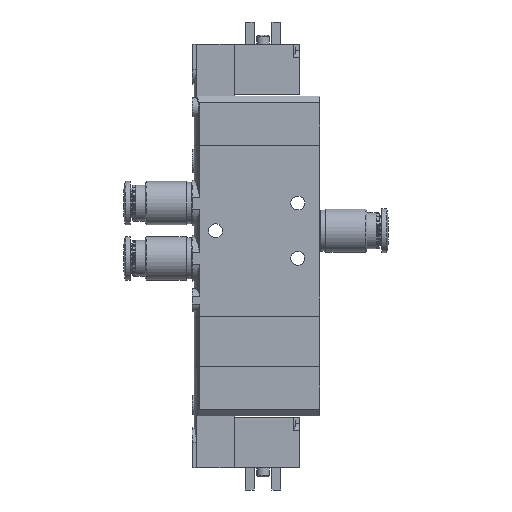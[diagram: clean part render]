
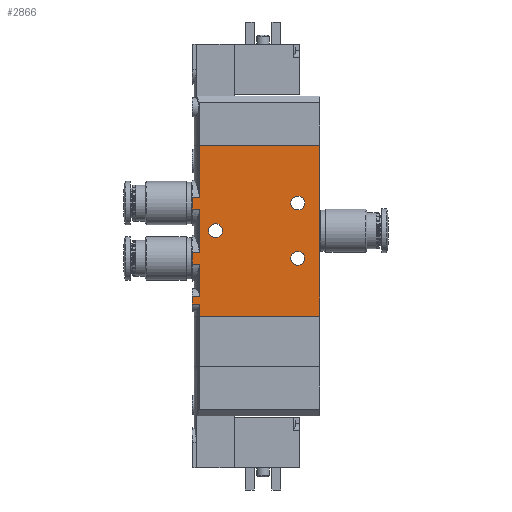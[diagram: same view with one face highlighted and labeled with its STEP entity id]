
A CAD part, left-side view. The second image highlights one B-rep face of the part: STEP entity #2866.
In plain terms, the highlighted face is planar.
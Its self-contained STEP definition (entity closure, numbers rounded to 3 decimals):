
#97=PLANE('',#3454);
#247=CIRCLE('',#3442,2.2);
#249=CIRCLE('',#3445,2.2);
#254=CIRCLE('',#3455,2.2);
#464=ORIENTED_EDGE('',*,*,#1185,.T.);
#465=ORIENTED_EDGE('',*,*,#1222,.T.);
#466=ORIENTED_EDGE('',*,*,#1215,.F.);
#467=ORIENTED_EDGE('',*,*,#1174,.T.);
#468=ORIENTED_EDGE('',*,*,#1187,.T.);
#469=ORIENTED_EDGE('',*,*,#1176,.T.);
#470=ORIENTED_EDGE('',*,*,#1217,.F.);
#471=ORIENTED_EDGE('',*,*,#1166,.T.);
#472=ORIENTED_EDGE('',*,*,#1190,.T.);
#473=ORIENTED_EDGE('',*,*,#1168,.T.);
#474=ORIENTED_EDGE('',*,*,#1209,.F.);
#475=ORIENTED_EDGE('',*,*,#1199,.T.);
#476=ORIENTED_EDGE('',*,*,#1203,.T.);
#477=ORIENTED_EDGE('',*,*,#1201,.T.);
#478=ORIENTED_EDGE('',*,*,#1212,.F.);
#479=ORIENTED_EDGE('',*,*,#1223,.F.);
#480=ORIENTED_EDGE('',*,*,#1207,.F.);
#481=ORIENTED_EDGE('',*,*,#1205,.F.);
#482=ORIENTED_EDGE('',*,*,#1224,.F.);
#1166=EDGE_CURVE('',#1560,#1559,#1839,.F.);
#1168=EDGE_CURVE('',#1561,#1562,#1840,.T.);
#1174=EDGE_CURVE('',#1568,#1567,#1843,.F.);
#1176=EDGE_CURVE('',#1569,#1570,#1844,.T.);
#1185=EDGE_CURVE('',#1579,#1578,#1848,.T.);
#1187=EDGE_CURVE('',#1567,#1569,#1850,.T.);
#1190=EDGE_CURVE('',#1559,#1561,#1852,.T.);
#1199=EDGE_CURVE('',#1587,#1588,#1857,.F.);
#1201=EDGE_CURVE('',#1590,#1589,#1858,.T.);
#1203=EDGE_CURVE('',#1588,#1590,#1859,.T.);
#1205=EDGE_CURVE('',#1592,#1592,#247,.F.);
#1207=EDGE_CURVE('',#1594,#1594,#249,.F.);
#1209=EDGE_CURVE('',#1587,#1562,#1860,.T.);
#1212=EDGE_CURVE('',#1597,#1589,#1862,.T.);
#1215=EDGE_CURVE('',#1568,#1599,#1865,.T.);
#1217=EDGE_CURVE('',#1560,#1570,#1866,.T.);
#1222=EDGE_CURVE('',#1578,#1599,#1870,.T.);
#1223=EDGE_CURVE('',#1579,#1597,#1871,.T.);
#1224=EDGE_CURVE('',#1601,#1601,#254,.F.);
#1559=VERTEX_POINT('',#4660);
#1560=VERTEX_POINT('',#4662);
#1561=VERTEX_POINT('',#4674);
#1562=VERTEX_POINT('',#4675);
#1567=VERTEX_POINT('',#4694);
#1568=VERTEX_POINT('',#4696);
#1569=VERTEX_POINT('',#4708);
#1570=VERTEX_POINT('',#4709);
#1578=VERTEX_POINT('',#4734);
#1579=VERTEX_POINT('',#4736);
#1587=VERTEX_POINT('',#4773);
#1588=VERTEX_POINT('',#4774);
#1589=VERTEX_POINT('',#4786);
#1590=VERTEX_POINT('',#4788);
#1592=VERTEX_POINT('',#4796);
#1594=VERTEX_POINT('',#4801);
#1597=VERTEX_POINT('',#4809);
#1599=VERTEX_POINT('',#4816);
#1601=VERTEX_POINT('',#4830);
#1839=LINE('',#4661,#2030);
#1840=LINE('',#4673,#2031);
#1843=LINE('',#4695,#2034);
#1844=LINE('',#4707,#2035);
#1848=LINE('',#4735,#2039);
#1850=LINE('',#4739,#2041);
#1852=LINE('',#4744,#2043);
#1857=LINE('',#4772,#2048);
#1858=LINE('',#4787,#2049);
#1859=LINE('',#4791,#2050);
#1860=LINE('',#4805,#2051);
#1862=LINE('',#4810,#2053);
#1865=LINE('',#4815,#2056);
#1866=LINE('',#4819,#2057);
#1870=LINE('',#4827,#2061);
#1871=LINE('',#4828,#2062);
#2030=VECTOR('',#3772,1000.);
#2031=VECTOR('',#3775,1000.);
#2034=VECTOR('',#3784,1000.);
#2035=VECTOR('',#3787,1000.);
#2039=VECTOR('',#3801,1000.);
#2041=VECTOR('',#3805,1000.);
#2043=VECTOR('',#3811,1000.);
#2048=VECTOR('',#3828,1000.);
#2049=VECTOR('',#3829,1000.);
#2050=VECTOR('',#3834,1000.);
#2051=VECTOR('',#3851,1000.);
#2053=VECTOR('',#3855,1000.);
#2056=VECTOR('',#3860,1000.);
#2057=VECTOR('',#3865,1000.);
#2061=VECTOR('',#3875,1000.);
#2062=VECTOR('',#3876,1000.);
#2249=EDGE_LOOP('',(#464,#465,#466,#467,#468,#469,#470,#471,#472,#473,#474,
#475,#476,#477,#478,#479));
#2250=EDGE_LOOP('',(#480));
#2251=EDGE_LOOP('',(#481));
#2252=EDGE_LOOP('',(#482));
#2527=FACE_BOUND('',#2249,.T.);
#2528=FACE_BOUND('',#2250,.T.);
#2529=FACE_BOUND('',#2251,.T.);
#2530=FACE_BOUND('',#2252,.T.);
#2866=ADVANCED_FACE('',(#2527,#2528,#2529,#2530),#97,.F.);
#3442=AXIS2_PLACEMENT_3D('',#4795,#3839,#3840);
#3445=AXIS2_PLACEMENT_3D('',#4800,#3845,#3846);
#3454=AXIS2_PLACEMENT_3D('',#4826,#3873,#3874);
#3455=AXIS2_PLACEMENT_3D('',#4829,#3877,#3878);
#3772=DIRECTION('',(0.,-1.,0.));
#3775=DIRECTION('',(0.,-1.,0.));
#3784=DIRECTION('',(0.,-1.,0.));
#3787=DIRECTION('',(0.,-1.,0.));
#3801=DIRECTION('',(-1.,0.,0.));
#3805=DIRECTION('',(1.,0.,0.));
#3811=DIRECTION('',(1.,0.,0.));
#3828=DIRECTION('',(0.,-1.,0.));
#3829=DIRECTION('',(0.,-1.,0.));
#3834=DIRECTION('',(1.,0.,0.));
#3839=DIRECTION('',(0.,0.,1.));
#3840=DIRECTION('',(1.,0.,0.));
#3845=DIRECTION('',(0.,0.,1.));
#3846=DIRECTION('',(1.,0.,0.));
#3851=DIRECTION('',(-1.,0.,0.));
#3855=DIRECTION('',(-1.,0.,0.));
#3860=DIRECTION('',(-1.,0.,0.));
#3865=DIRECTION('',(-1.,0.,0.));
#3873=DIRECTION('',(0.,0.,1.));
#3874=DIRECTION('',(1.,0.,0.));
#3875=DIRECTION('',(0.,1.,0.));
#3876=DIRECTION('',(0.,1.,0.));
#3877=DIRECTION('',(0.,0.,1.));
#3878=DIRECTION('',(1.,0.,0.));
#4660=CARTESIAN_POINT('',(33.863,40.4,-7.));
#4661=CARTESIAN_POINT('',(33.863,0.,-7.));
#4662=CARTESIAN_POINT('',(33.863,38.066,-7.));
#4673=CARTESIAN_POINT('',(37.637,0.,-7.));
#4674=CARTESIAN_POINT('',(37.637,40.4,-7.));
#4675=CARTESIAN_POINT('',(37.637,38.066,-7.));
#4694=CARTESIAN_POINT('',(16.363,40.4,-7.));
#4695=CARTESIAN_POINT('',(16.363,0.,-7.));
#4696=CARTESIAN_POINT('',(16.363,38.066,-7.));
#4707=CARTESIAN_POINT('',(20.137,0.,-7.));
#4708=CARTESIAN_POINT('',(20.137,40.4,-7.));
#4709=CARTESIAN_POINT('',(20.137,38.066,-7.));
#4734=CARTESIAN_POINT('',(0.,0.,-7.));
#4735=CARTESIAN_POINT('',(54.,0.,-7.));
#4736=CARTESIAN_POINT('',(54.,0.,-7.));
#4739=CARTESIAN_POINT('',(18.25,40.4,-7.));
#4744=CARTESIAN_POINT('',(35.75,40.4,-7.));
#4772=CARTESIAN_POINT('',(47.8,0.,-7.));
#4773=CARTESIAN_POINT('',(47.8,38.066,-7.));
#4774=CARTESIAN_POINT('',(47.8,40.4,-7.));
#4786=CARTESIAN_POINT('',(50.2,38.066,-7.));
#4787=CARTESIAN_POINT('',(50.2,0.,-7.));
#4788=CARTESIAN_POINT('',(50.2,40.4,-7.));
#4791=CARTESIAN_POINT('',(49.,40.4,-7.));
#4795=CARTESIAN_POINT('',(18.25,7.,-7.));
#4796=CARTESIAN_POINT('',(20.45,7.,-7.));
#4800=CARTESIAN_POINT('',(35.75,7.,-7.));
#4801=CARTESIAN_POINT('',(37.95,7.,-7.));
#4805=CARTESIAN_POINT('',(54.,38.066,-7.));
#4809=CARTESIAN_POINT('',(54.,38.066,-7.));
#4810=CARTESIAN_POINT('',(54.,38.066,-7.));
#4815=CARTESIAN_POINT('',(54.,38.066,-7.));
#4816=CARTESIAN_POINT('',(0.,38.066,-7.));
#4819=CARTESIAN_POINT('',(54.,38.066,-7.));
#4826=CARTESIAN_POINT('',(54.,0.,-7.));
#4827=CARTESIAN_POINT('',(0.,0.,-7.));
#4828=CARTESIAN_POINT('',(54.,0.,-7.));
#4829=CARTESIAN_POINT('',(27.,33.,-7.));
#4830=CARTESIAN_POINT('',(29.2,33.,-7.));
